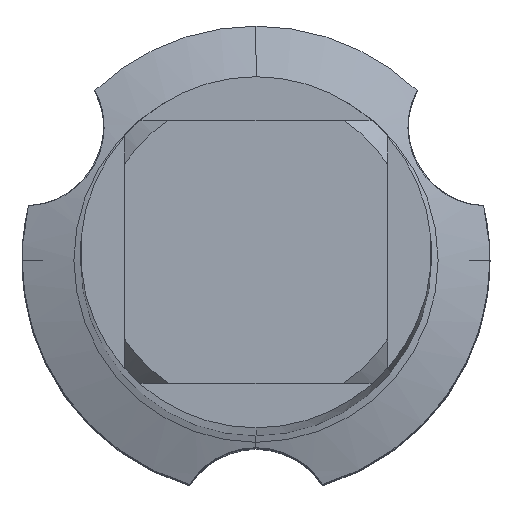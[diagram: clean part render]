
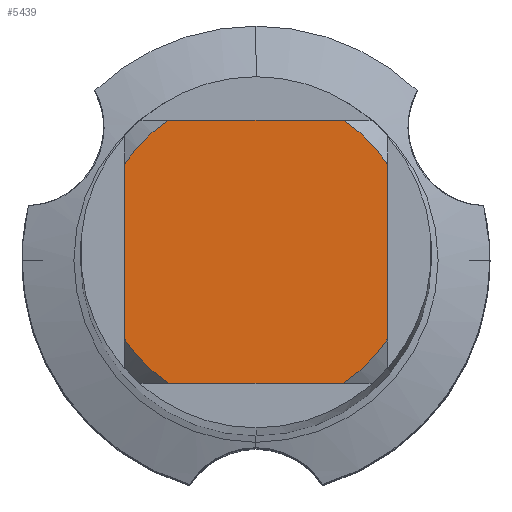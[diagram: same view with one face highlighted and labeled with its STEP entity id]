
A CAD part, top view. The second image highlights one B-rep face of the part: STEP entity #5439.
In plain terms, the highlighted planar face has unit normal (0, 0, 1).
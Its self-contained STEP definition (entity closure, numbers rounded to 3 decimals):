
#3023=EDGE_CURVE('',#3539,#5339,#7144,.T.);
#3539=VERTEX_POINT('',#7707);
#3607=VERTEX_POINT('',#7780);
#3673=EDGE_CURVE('',#5023,#5339,#7855,.T.);
#3675=EDGE_CURVE('',#5895,#4937,#7857,.T.);
#3799=VERTEX_POINT('',#7995);
#4227=EDGE_CURVE('',#5023,#3607,#8458,.T.);
#4481=EDGE_CURVE('',#5895,#3607,#8734,.T.);
#4843=EDGE_CURVE('',#5185,#4937,#9133,.T.);
#4937=VERTEX_POINT('',#9237);
#5001=EDGE_CURVE('',#3539,#3799,#9308,.T.);
#5023=VERTEX_POINT('',#9331);
#5185=VERTEX_POINT('',#9505);
#5339=VERTEX_POINT('',#9670);
#5439=ADVANCED_FACE('',(#9780),#9781,.T.);
#5739=EDGE_CURVE('',#5185,#3799,#10118,.T.);
#5895=VERTEX_POINT('',#10285);
#7144=LINE('',#12543,#12544);
#7707=CARTESIAN_POINT('',(-2.985,-4.5,0.0));
#7780=CARTESIAN_POINT('',(4.5,2.985,0.0));
#7855=CIRCLE('',#13998,5.4);
#7857=LINE('',#14001,#14002);
#7995=CARTESIAN_POINT('',(-4.5,-2.985,0.0));
#8458=LINE('',#15139,#15140);
#8734=CIRCLE('',#15665,5.4);
#9133=CIRCLE('',#16420,5.4);
#9237=CARTESIAN_POINT('',(-2.985,4.5,0.0));
#9308=CIRCLE('',#16709,5.4);
#9331=CARTESIAN_POINT('',(4.5,-2.985,0.0));
#9505=CARTESIAN_POINT('',(-4.5,2.985,0.0));
#9670=CARTESIAN_POINT('',(2.985,-4.5,0.0));
#9780=FACE_OUTER_BOUND('',#17664,.T.);
#9781=PLANE('',#17665);
#10118=LINE('',#18261,#18262);
#10285=CARTESIAN_POINT('',(2.985,4.5,0.0));
#12543=CARTESIAN_POINT('',(0.0,-4.5,0.0));
#12544=VECTOR('',#20055,1.0);
#13998=AXIS2_PLACEMENT_3D('',#21078,#21079,#21080);
#14001=CARTESIAN_POINT('',(0.0,4.5,0.0));
#14002=VECTOR('',#21081,1.0);
#15139=CARTESIAN_POINT('',(4.5,1.35,0.0));
#15140=VECTOR('',#21728,1.0);
#15665=AXIS2_PLACEMENT_3D('',#21996,#21997,#21998);
#16420=AXIS2_PLACEMENT_3D('',#22455,#22456,#22457);
#16709=AXIS2_PLACEMENT_3D('',#22677,#22678,#22679);
#17664=EDGE_LOOP('',(#23135,#23136,#23137,#23138,#23139,#23140,#23141,#23142));
#17665=AXIS2_PLACEMENT_3D('',#23143,#23144,#23145);
#18261=CARTESIAN_POINT('',(-4.5,1.35,0.0));
#18262=VECTOR('',#23697,1.0);
#20055=DIRECTION('',(1.0,0.0,0.0));
#21078=CARTESIAN_POINT('',(0.0,0.0,0.0));
#21079=DIRECTION('',(0.0,0.0,-1.0));
#21080=DIRECTION('',(0.0,1.0,0.0));
#21081=DIRECTION('',(-1.0,0.0,0.0));
#21728=DIRECTION('',(-0.0,1.0,0.0));
#21996=CARTESIAN_POINT('',(0.0,0.0,0.0));
#21997=DIRECTION('',(0.0,0.0,-1.0));
#21998=DIRECTION('',(0.0,1.0,0.0));
#22455=CARTESIAN_POINT('',(0.0,0.0,0.0));
#22456=DIRECTION('',(0.0,0.0,-1.0));
#22457=DIRECTION('',(0.0,1.0,0.0));
#22677=CARTESIAN_POINT('',(0.0,0.0,0.0));
#22678=DIRECTION('',(0.0,0.0,-1.0));
#22679=DIRECTION('',(0.0,1.0,0.0));
#23135=ORIENTED_EDGE('',*,*,#5739,.T.);
#23136=ORIENTED_EDGE('',*,*,#5001,.F.);
#23137=ORIENTED_EDGE('',*,*,#3023,.T.);
#23138=ORIENTED_EDGE('',*,*,#3673,.F.);
#23139=ORIENTED_EDGE('',*,*,#4227,.T.);
#23140=ORIENTED_EDGE('',*,*,#4481,.F.);
#23141=ORIENTED_EDGE('',*,*,#3675,.T.);
#23142=ORIENTED_EDGE('',*,*,#4843,.F.);
#23143=CARTESIAN_POINT('',(0.0,2.7,0.0));
#23144=DIRECTION('',(-0.0,0.0,1.0));
#23145=DIRECTION('',(0.0,-1.0,0.0));
#23697=DIRECTION('',(-0.0,-1.0,0.0));
